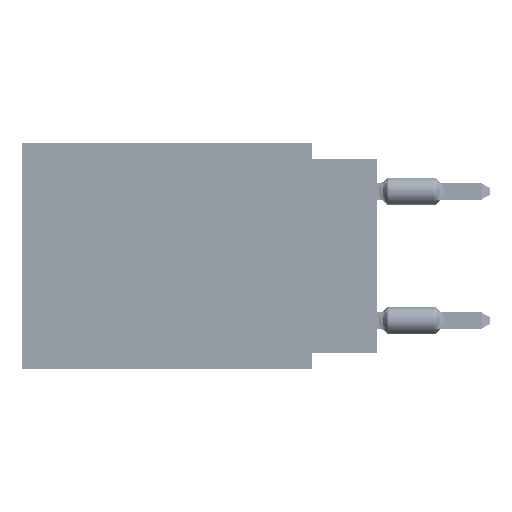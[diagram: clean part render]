
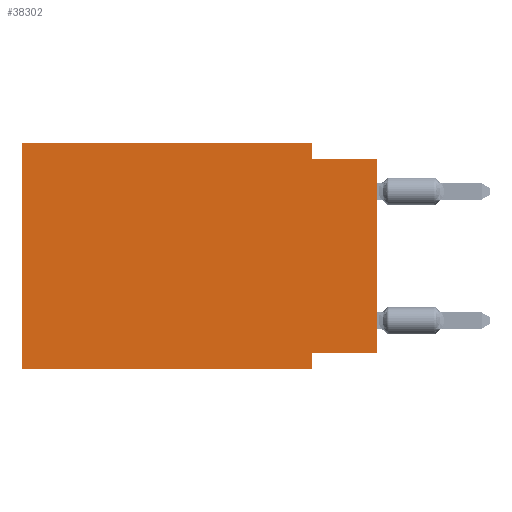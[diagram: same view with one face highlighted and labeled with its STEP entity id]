
A CAD part, left-side view. The second image highlights one B-rep face of the part: STEP entity #38302.
In plain terms, the highlighted planar face has unit normal (-1, 0, 0).
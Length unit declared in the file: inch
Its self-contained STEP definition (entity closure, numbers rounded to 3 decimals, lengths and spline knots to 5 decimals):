
#1462 = LINE ( 'NONE', #85907, #69237 ) ;
#5379 = DIRECTION ( 'NONE',  ( 0., 0., 1. ) ) ;
#5515 = VECTOR ( 'NONE', #80604, 39.37008 ) ;
#5863 = CARTESIAN_POINT ( 'NONE',  ( 0., 0., 0. ) ) ;
#5873 = EDGE_CURVE ( 'NONE', #52133, #60563, #23102, .T. ) ;
#6228 = CARTESIAN_POINT ( 'NONE',  ( 0., 0.55, -0.35 ) ) ;
#7465 = VERTEX_POINT ( 'NONE', #57159 ) ;
#15364 = DIRECTION ( 'NONE',  ( 0., -1., 0. ) ) ;
#16924 = ORIENTED_EDGE ( 'NONE', *, *, #78972, .F. ) ;
#17744 = CARTESIAN_POINT ( 'NONE',  ( 0., 0.1, 0. ) ) ;
#18069 = ORIENTED_EDGE ( 'NONE', *, *, #62889, .F. ) ;
#18754 = VERTEX_POINT ( 'NONE', #6228 ) ;
#23102 = LINE ( 'NONE', #5863, #59162 ) ;
#23407 = EDGE_LOOP ( 'NONE', ( #24817, #18069, #83768, #80502, #16924, #47901, #37540, #40551 ) ) ;
#24239 = LINE ( 'NONE', #42374, #56101 ) ;
#24546 = DIRECTION ( 'NONE',  ( 0., 0., -1. ) ) ;
#24817 = ORIENTED_EDGE ( 'NONE', *, *, #5873, .T. ) ;
#25414 = EDGE_CURVE ( 'NONE', #52133, #26266, #81310, .T. ) ;
#26266 = VERTEX_POINT ( 'NONE', #70737 ) ;
#26389 = VERTEX_POINT ( 'NONE', #78967 ) ;
#29475 = VECTOR ( 'NONE', #45702, 39.37008 ) ;
#30039 = CARTESIAN_POINT ( 'NONE',  ( 0., 0., -0.325 ) ) ;
#30254 = CARTESIAN_POINT ( 'NONE',  ( 0., 0.55, 0. ) ) ;
#32849 = DIRECTION ( 'NONE',  ( 0., 0., 1. ) ) ;
#37076 = DIRECTION ( 'NONE',  ( 1., 0., 0. ) ) ;
#37540 = ORIENTED_EDGE ( 'NONE', *, *, #74862, .F. ) ;
#38302 = ADVANCED_FACE ( 'NONE', ( #71650 ), #70756, .F. ) ;
#40551 = ORIENTED_EDGE ( 'NONE', *, *, #25414, .F. ) ;
#41028 = DIRECTION ( 'NONE',  ( 0., 0., -1. ) ) ;
#41378 = EDGE_CURVE ( 'NONE', #7465, #62888, #43721, .T. ) ;
#42374 = CARTESIAN_POINT ( 'NONE',  ( 0., 0.55, -0.35 ) ) ;
#43721 = LINE ( 'NONE', #73836, #5515 ) ;
#45478 = CARTESIAN_POINT ( 'NONE',  ( 0., 0.1, 0. ) ) ;
#45702 = DIRECTION ( 'NONE',  ( 0., 1., 0. ) ) ;
#47901 = ORIENTED_EDGE ( 'NONE', *, *, #75632, .T. ) ;
#52019 = VECTOR ( 'NONE', #41028, 39.37008 ) ;
#52133 = VERTEX_POINT ( 'NONE', #30039 ) ;
#53501 = LINE ( 'NONE', #17744, #69350 ) ;
#53516 = AXIS2_PLACEMENT_3D ( 'NONE', #30254, #37076, #84343 ) ;
#56101 = VECTOR ( 'NONE', #15364, 39.37008 ) ;
#57159 = CARTESIAN_POINT ( 'NONE',  ( 0., 0.55, 0. ) ) ;
#58241 = VECTOR ( 'NONE', #5379, 39.37008 ) ;
#59162 = VECTOR ( 'NONE', #32849, 39.37008 ) ;
#60006 = CARTESIAN_POINT ( 'NONE',  ( 0., 0., -0.025 ) ) ;
#60365 = LINE ( 'NONE', #66064, #58241 ) ;
#60563 = VERTEX_POINT ( 'NONE', #60006 ) ;
#62888 = VERTEX_POINT ( 'NONE', #45478 ) ;
#62889 = EDGE_CURVE ( 'NONE', #26389, #60563, #1462, .T. ) ;
#66055 = CARTESIAN_POINT ( 'NONE',  ( 0., 0., -0.325 ) ) ;
#66064 = CARTESIAN_POINT ( 'NONE',  ( 0., 0.55, 0. ) ) ;
#67834 = LINE ( 'NONE', #81501, #52019 ) ;
#69237 = VECTOR ( 'NONE', #72323, 39.37008 ) ;
#69350 = VECTOR ( 'NONE', #24546, 39.37008 ) ;
#70737 = CARTESIAN_POINT ( 'NONE',  ( 0., 0.1, -0.325 ) ) ;
#70756 = PLANE ( 'NONE',  #53516 ) ;
#71650 = FACE_OUTER_BOUND ( 'NONE', #23407, .T. ) ;
#72323 = DIRECTION ( 'NONE',  ( 0., -1., 0. ) ) ;
#73029 = EDGE_CURVE ( 'NONE', #62888, #26389, #53501, .T. ) ;
#73836 = CARTESIAN_POINT ( 'NONE',  ( 0., 0.55, 0. ) ) ;
#74862 = EDGE_CURVE ( 'NONE', #26266, #86018, #67834, .T. ) ;
#75588 = CARTESIAN_POINT ( 'NONE',  ( 0., 0.1, -0.35 ) ) ;
#75632 = EDGE_CURVE ( 'NONE', #18754, #86018, #24239, .T. ) ;
#78967 = CARTESIAN_POINT ( 'NONE',  ( 0., 0.1, -0.025 ) ) ;
#78972 = EDGE_CURVE ( 'NONE', #18754, #7465, #60365, .T. ) ;
#80502 = ORIENTED_EDGE ( 'NONE', *, *, #41378, .F. ) ;
#80604 = DIRECTION ( 'NONE',  ( 0., -1., 0. ) ) ;
#81310 = LINE ( 'NONE', #66055, #29475 ) ;
#81501 = CARTESIAN_POINT ( 'NONE',  ( 0., 0.1, -0.35 ) ) ;
#83768 = ORIENTED_EDGE ( 'NONE', *, *, #73029, .F. ) ;
#84343 = DIRECTION ( 'NONE',  ( 0., 0., -1. ) ) ;
#85907 = CARTESIAN_POINT ( 'NONE',  ( 0., 0., -0.025 ) ) ;
#86018 = VERTEX_POINT ( 'NONE', #75588 ) ;
